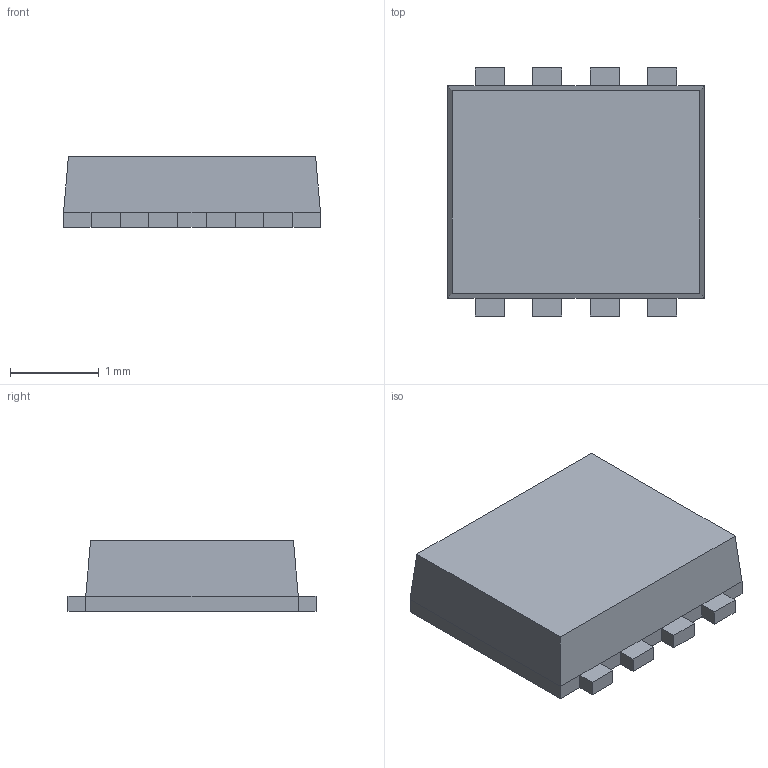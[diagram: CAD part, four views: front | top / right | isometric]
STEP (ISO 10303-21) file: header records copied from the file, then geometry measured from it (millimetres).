
FILE_DESCRIPTION (( 'STEP AP214' ), '1' );
FILE_NAME ('PS-8.STEP', '2018-02-13T03:10:07', ( 'admin' ), ( 'Microsoft' ), 'SwSTEP 2.0', 'SolidWorks 2015', '' );
FILE_SCHEMA (( 'AUTOMOTIVE_DESIGN' ));
Length unit declared in the file: millimetre
Products named in the file (1): PS-8
Bounding box: 2.9 x 2.8 x 0.8 mm (x, y, z)
Volume: 5.5 mm3; surface area: 25.1 mm2
Topology: 9 solids, 9 shells, 98 faces, 220 edges, 140 vertices
Faces by surface type: plane 98
Entity records: 3212 total; most frequent: CARTESIAN_POINT 459, ORIENTED_EDGE 440, DIRECTION 418, VECTOR 220, EDGE_CURVE 220, LINE 220, VERTEX_POINT 140, AXIS2_PLACEMENT_3D 99
